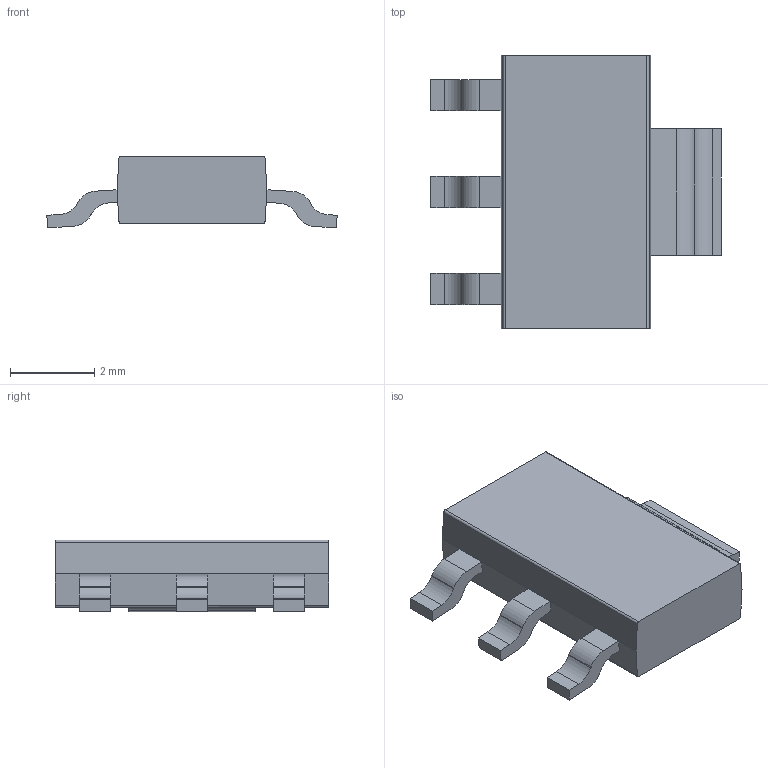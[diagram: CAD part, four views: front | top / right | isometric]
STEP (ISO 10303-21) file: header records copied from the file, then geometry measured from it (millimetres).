
FILE_DESCRIPTION( ( '' ), ' ' );
FILE_NAME( '5b5983261163b00f91eeb73f.step', '2018-07-26T08:15:35', ( '' ), ( '' ), ' ', ' ', ' ' );
FILE_SCHEMA( ( 'AUTOMOTIVE_DESIGN { 1 0 10303 214 1 1 1 1 }' ) );
Length unit declared in the file: metre
Products named in the file (5): COMPOUND; Part 15; Part 16; Part 17; Part 18
Bounding box: 6.89 x 6.5 x 1.7 mm (x, y, z)
Volume: 39.9 mm3; surface area: 104.6 mm2
Topology: 5 solids, 5 shells, 68 faces, 174 edges, 116 vertices
Faces by surface type: plane 48, cylinder 20
Entity records: 2639 total; most frequent: CARTESIAN_POINT 444, ORIENTED_EDGE 348, DIRECTION 306, EDGE_CURVE 174, VERTEX_POINT 116, AXIS2_PLACEMENT_3D 105, LINE 96, VECTOR 96
